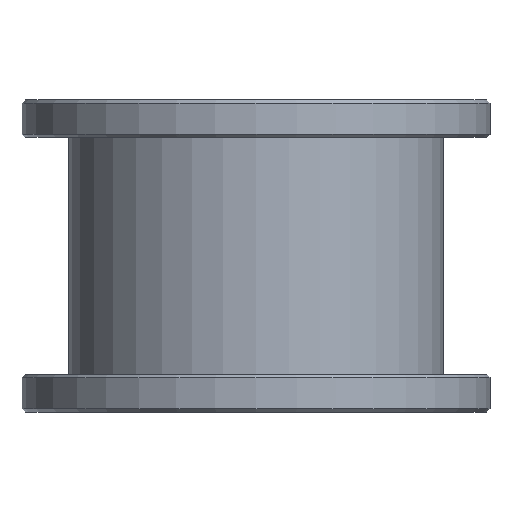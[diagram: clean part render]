
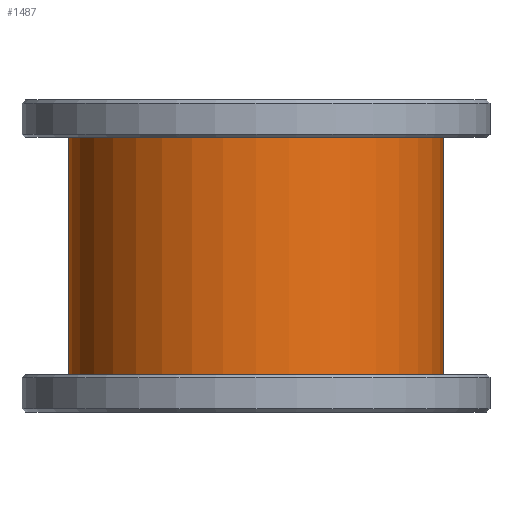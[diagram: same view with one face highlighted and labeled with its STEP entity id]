
A CAD part, front view. The second image highlights one B-rep face of the part: STEP entity #1487.
In plain terms, the highlighted cylindrical face has radius 6 mm (diameter 12 mm), a partial arc.
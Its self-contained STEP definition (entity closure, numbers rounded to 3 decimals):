
#4 = ORIENTED_EDGE ( 'NONE', *, *, #433, .F. ) ;
#132 = DIRECTION ( 'NONE',  ( 0., 0., 1. ) ) ;
#198 = CYLINDRICAL_SURFACE ( 'NONE', #306, 6. ) ;
#211 = ORIENTED_EDGE ( 'NONE', *, *, #1437, .T. ) ;
#279 = CARTESIAN_POINT ( 'NONE',  ( 0., 0., 5. ) ) ;
#306 = AXIS2_PLACEMENT_3D ( 'NONE', #279, #132, #617 ) ;
#309 = DIRECTION ( 'NONE',  ( 0., 0., 1. ) ) ;
#340 = CARTESIAN_POINT ( 'NONE',  ( -6., 0., -3.8 ) ) ;
#402 = DIRECTION ( 'NONE',  ( 0., 0., 1. ) ) ;
#423 = DIRECTION ( 'NONE',  ( 0., 0., 1. ) ) ;
#433 = EDGE_CURVE ( 'NONE', #763, #1977, #1536, .T. ) ;
#465 = AXIS2_PLACEMENT_3D ( 'NONE', #1167, #1982, #1821 ) ;
#580 = VECTOR ( 'NONE', #423, 1000. ) ;
#617 = DIRECTION ( 'NONE',  ( 1., 0., 0. ) ) ;
#656 = EDGE_CURVE ( 'NONE', #2088, #1253, #714, .T. ) ;
#714 = CIRCLE ( 'NONE', #1600, 6. ) ;
#763 = VERTEX_POINT ( 'NONE', #766 ) ;
#766 = CARTESIAN_POINT ( 'NONE',  ( -6., 0., 3.8 ) ) ;
#767 = EDGE_LOOP ( 'NONE', ( #1003, #1668, #211, #4 ) ) ;
#825 = CARTESIAN_POINT ( 'NONE',  ( 6., 0., 3.8 ) ) ;
#966 = LINE ( 'NONE', #1412, #580 ) ;
#1003 = ORIENTED_EDGE ( 'NONE', *, *, #1979, .F. ) ;
#1117 = LINE ( 'NONE', #1456, #1479 ) ;
#1167 = CARTESIAN_POINT ( 'NONE',  ( 0., 0., 3.8 ) ) ;
#1214 = CARTESIAN_POINT ( 'NONE',  ( 0., 0., -3.8 ) ) ;
#1253 = VERTEX_POINT ( 'NONE', #1557 ) ;
#1412 = CARTESIAN_POINT ( 'NONE',  ( 6., 0., 5. ) ) ;
#1437 = EDGE_CURVE ( 'NONE', #1253, #1977, #966, .T. ) ;
#1456 = CARTESIAN_POINT ( 'NONE',  ( -6., 0., 5. ) ) ;
#1479 = VECTOR ( 'NONE', #309, 1000. ) ;
#1487 = ADVANCED_FACE ( 'NONE', ( #1918 ), #198, .T. ) ;
#1536 = CIRCLE ( 'NONE', #465, 6. ) ;
#1557 = CARTESIAN_POINT ( 'NONE',  ( 6., 0., -3.8 ) ) ;
#1600 = AXIS2_PLACEMENT_3D ( 'NONE', #1214, #402, #1877 ) ;
#1668 = ORIENTED_EDGE ( 'NONE', *, *, #656, .T. ) ;
#1821 = DIRECTION ( 'NONE',  ( 1., 0., 0. ) ) ;
#1877 = DIRECTION ( 'NONE',  ( 1., 0., 0. ) ) ;
#1918 = FACE_OUTER_BOUND ( 'NONE', #767, .T. ) ;
#1977 = VERTEX_POINT ( 'NONE', #825 ) ;
#1979 = EDGE_CURVE ( 'NONE', #2088, #763, #1117, .T. ) ;
#1982 = DIRECTION ( 'NONE',  ( 0., 0., 1. ) ) ;
#2088 = VERTEX_POINT ( 'NONE', #340 ) ;
